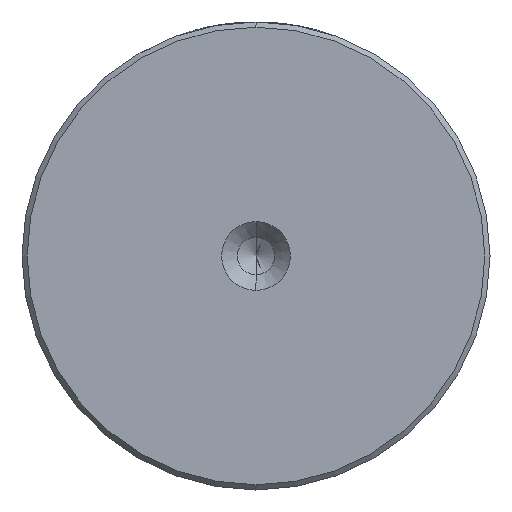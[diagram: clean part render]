
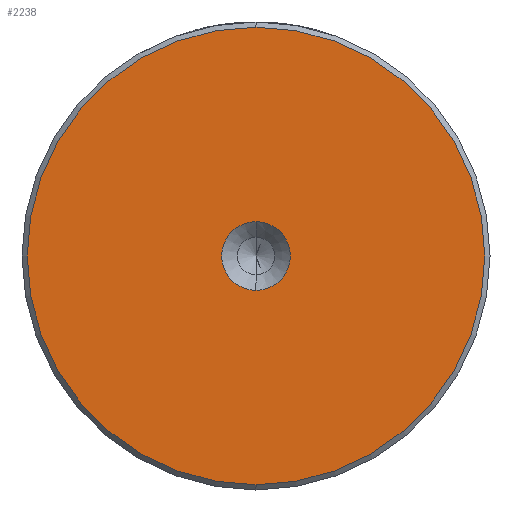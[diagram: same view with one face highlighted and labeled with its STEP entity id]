
A CAD part, left-side view. The second image highlights one B-rep face of the part: STEP entity #2238.
In plain terms, the highlighted planar face has unit normal (-1, 0, 0).
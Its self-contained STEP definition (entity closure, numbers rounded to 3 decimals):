
#79 = DIRECTION ( 'NONE',  ( -1., 0., 0. ) ) ;
#87 = EDGE_CURVE ( 'NONE', #1249, #2225, #131, .T. ) ;
#131 = CIRCLE ( 'NONE', #1509, 3.3 ) ;
#315 = DIRECTION ( 'NONE',  ( 0., 0., 1. ) ) ;
#326 = DIRECTION ( 'NONE',  ( -1., 0., 0. ) ) ;
#333 = CARTESIAN_POINT ( 'NONE',  ( 0., 0., 0. ) ) ;
#453 = EDGE_LOOP ( 'NONE', ( #2543, #827 ) ) ;
#502 = AXIS2_PLACEMENT_3D ( 'NONE', #1492, #79, #1726 ) ;
#529 = CARTESIAN_POINT ( 'NONE',  ( 0., 0., 3.3 ) ) ;
#538 = PLANE ( 'NONE',  #916 ) ;
#546 = DIRECTION ( 'NONE',  ( 0., 0., 1. ) ) ;
#584 = EDGE_CURVE ( 'NONE', #1787, #2411, #689, .T. ) ;
#689 = CIRCLE ( 'NONE', #2172, 22. ) ;
#788 = ORIENTED_EDGE ( 'NONE', *, *, #1515, .T. ) ;
#808 = DIRECTION ( 'NONE',  ( 0., 0., 1. ) ) ;
#827 = ORIENTED_EDGE ( 'NONE', *, *, #87, .F. ) ;
#916 = AXIS2_PLACEMENT_3D ( 'NONE', #1479, #1942, #546 ) ;
#920 = DIRECTION ( 'NONE',  ( -1., 0., 0. ) ) ;
#1249 = VERTEX_POINT ( 'NONE', #2432 ) ;
#1250 = FACE_BOUND ( 'NONE', #453, .T. ) ;
#1263 = DIRECTION ( 'NONE',  ( -1., 0., 0. ) ) ;
#1332 = ORIENTED_EDGE ( 'NONE', *, *, #584, .T. ) ;
#1474 = EDGE_LOOP ( 'NONE', ( #1332, #788 ) ) ;
#1479 = CARTESIAN_POINT ( 'NONE',  ( 0., 0., 0. ) ) ;
#1492 = CARTESIAN_POINT ( 'NONE',  ( 0., 0., 0. ) ) ;
#1494 = CARTESIAN_POINT ( 'NONE',  ( 0., 0., 0. ) ) ;
#1509 = AXIS2_PLACEMENT_3D ( 'NONE', #333, #326, #315 ) ;
#1515 = EDGE_CURVE ( 'NONE', #2411, #1787, #1986, .T. ) ;
#1644 = CARTESIAN_POINT ( 'NONE',  ( 0., 0., -22. ) ) ;
#1677 = AXIS2_PLACEMENT_3D ( 'NONE', #2307, #920, #2539 ) ;
#1726 = DIRECTION ( 'NONE',  ( 0., 0., 1. ) ) ;
#1764 = CARTESIAN_POINT ( 'NONE',  ( 0., 0., 22. ) ) ;
#1787 = VERTEX_POINT ( 'NONE', #1644 ) ;
#1942 = DIRECTION ( 'NONE',  ( -1., 0., 0. ) ) ;
#1986 = CIRCLE ( 'NONE', #1677, 22. ) ;
#1991 = EDGE_CURVE ( 'NONE', #2225, #1249, #3000, .T. ) ;
#2172 = AXIS2_PLACEMENT_3D ( 'NONE', #1494, #1263, #808 ) ;
#2225 = VERTEX_POINT ( 'NONE', #529 ) ;
#2238 = ADVANCED_FACE ( 'NONE', ( #2485, #1250 ), #538, .T. ) ;
#2307 = CARTESIAN_POINT ( 'NONE',  ( 0., 0., 0. ) ) ;
#2411 = VERTEX_POINT ( 'NONE', #1764 ) ;
#2432 = CARTESIAN_POINT ( 'NONE',  ( 0., 0., -3.3 ) ) ;
#2485 = FACE_OUTER_BOUND ( 'NONE', #1474, .T. ) ;
#2539 = DIRECTION ( 'NONE',  ( 0., 0., 1. ) ) ;
#2543 = ORIENTED_EDGE ( 'NONE', *, *, #1991, .F. ) ;
#3000 = CIRCLE ( 'NONE', #502, 3.3 ) ;
